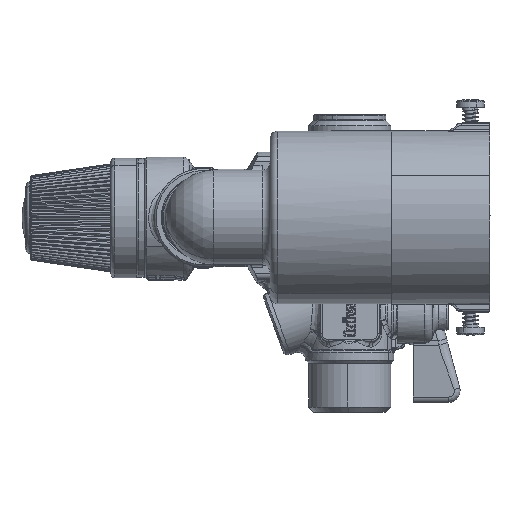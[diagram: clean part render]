
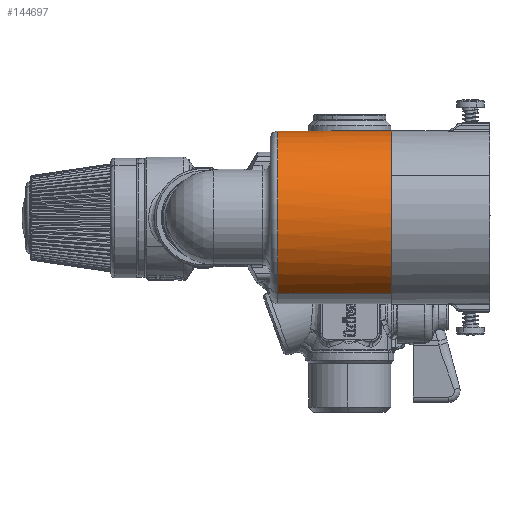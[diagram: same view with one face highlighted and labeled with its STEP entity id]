
A CAD part, top view. The second image highlights one B-rep face of the part: STEP entity #144697.
In plain terms, the highlighted cylindrical face has radius 22 mm (diameter 44 mm), a partial arc.
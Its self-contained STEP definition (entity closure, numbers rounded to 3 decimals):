
#139407=CARTESIAN_POINT('Vertex',(10.7,118.106,59.444)) ;
#139410=CARTESIAN_POINT('Axis2P3D Location',(10.7,98.799,69.992)) ;
#139414=CARTESIAN_POINT('Vertex',(10.7,99.799,91.969)) ;
#139417=CARTESIAN_POINT('Axis2P3D Location',(10.7,98.799,69.992)) ;
#139421=CARTESIAN_POINT('Vertex',(10.7,83.699,85.992)) ;
#139424=CARTESIAN_POINT('Axis2P3D Location',(10.7,98.799,69.992)) ;
#139428=CARTESIAN_POINT('Vertex',(10.7,79.492,80.539)) ;
#144638=CARTESIAN_POINT('Vertex',(-18.3,79.492,80.539)) ;
#144645=CARTESIAN_POINT('Vertex',(-18.3,118.106,59.444)) ;
#144660=CARTESIAN_POINT('Axis2P3D Location',(-14.55,98.799,69.992)) ;
#144665=CARTESIAN_POINT('Line Origine',(-3.8,79.492,80.539)) ;
#144670=CARTESIAN_POINT('Line Origine',(-3.8,118.106,59.444)) ;
#144684=CARTESIAN_POINT('Axis2P3D Location',(-18.3,98.799,69.992)) ;
#139411=DIRECTION('Axis2P3D Direction',(-1.,0.,0.)) ;
#139418=DIRECTION('Axis2P3D Direction',(-1.,0.,0.)) ;
#139425=DIRECTION('Axis2P3D Direction',(-1.,0.,0.)) ;
#144661=DIRECTION('Axis2P3D Direction',(-1.,0.,0.)) ;
#144662=DIRECTION('Axis2P3D XDirection',(0.,0.878,-0.479)) ;
#144666=DIRECTION('Vector Direction',(-1.,0.,0.)) ;
#144671=DIRECTION('Vector Direction',(-1.,0.,0.)) ;
#144685=DIRECTION('Axis2P3D Direction',(-1.,0.,0.)) ;
#139412=AXIS2_PLACEMENT_3D('Circle Axis2P3D',#139410,#139411,$) ;
#139419=AXIS2_PLACEMENT_3D('Circle Axis2P3D',#139417,#139418,$) ;
#139426=AXIS2_PLACEMENT_3D('Circle Axis2P3D',#139424,#139425,$) ;
#144663=AXIS2_PLACEMENT_3D('Cylinder Axis2P3D',#144660,#144661,#144662) ;
#144686=AXIS2_PLACEMENT_3D('Circle Axis2P3D',#144684,#144685,$) ;
#144690=ORIENTED_EDGE('',*,*,#139423,.T.) ;
#144691=ORIENTED_EDGE('',*,*,#139416,.T.) ;
#144692=ORIENTED_EDGE('',*,*,#144674,.T.) ;
#144693=ORIENTED_EDGE('',*,*,#144688,.F.) ;
#144694=ORIENTED_EDGE('',*,*,#144669,.F.) ;
#144695=ORIENTED_EDGE('',*,*,#139430,.T.) ;
#144667=VECTOR('Line Direction',#144666,1.) ;
#144672=VECTOR('Line Direction',#144671,1.) ;
#144697=ADVANCED_FACE('PartBody',(#144696),#144664,.T.) ;
#139413=CIRCLE('generated circle',#139412,22.) ;
#139420=CIRCLE('generated circle',#139419,22.) ;
#139427=CIRCLE('generated circle',#139426,22.) ;
#144687=CIRCLE('generated circle',#144686,22.) ;
#144664=CYLINDRICAL_SURFACE('generated cylinder',#144663,22.) ;
#139416=EDGE_CURVE('',#139415,#139408,#139413,.T.) ;
#139423=EDGE_CURVE('',#139422,#139415,#139420,.T.) ;
#139430=EDGE_CURVE('',#139429,#139422,#139427,.T.) ;
#144669=EDGE_CURVE('',#139429,#144639,#144668,.T.) ;
#144674=EDGE_CURVE('',#139408,#144646,#144673,.T.) ;
#144688=EDGE_CURVE('',#144639,#144646,#144687,.T.) ;
#144689=EDGE_LOOP('',(#144690,#144691,#144692,#144693,#144694,#144695)) ;
#144696=FACE_OUTER_BOUND('',#144689,.T.) ;
#144668=LINE('Line',#144665,#144667) ;
#144673=LINE('Line',#144670,#144672) ;
#139408=VERTEX_POINT('',#139407) ;
#139415=VERTEX_POINT('',#139414) ;
#139422=VERTEX_POINT('',#139421) ;
#139429=VERTEX_POINT('',#139428) ;
#144639=VERTEX_POINT('',#144638) ;
#144646=VERTEX_POINT('',#144645) ;
